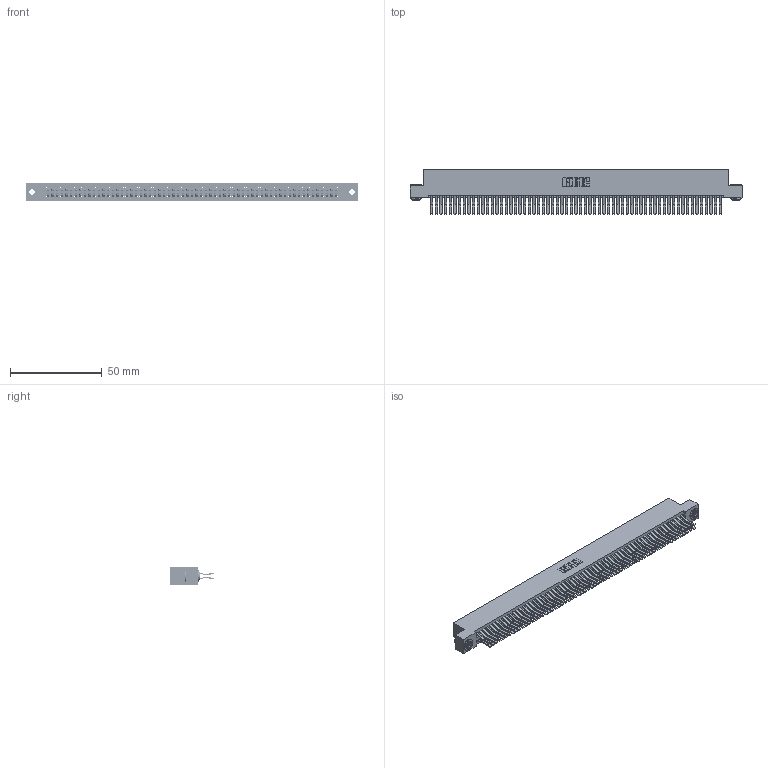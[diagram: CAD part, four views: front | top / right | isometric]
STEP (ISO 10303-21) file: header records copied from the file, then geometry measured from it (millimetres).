
FILE_DESCRIPTION (( 'STEP AP203' ), '1' );
FILE_NAME ('345-126-560-203.STEP', '2019-11-07T06:07:34', ( '' ), ( '' ), 'SwSTEP 2.0', 'SolidWorks 2016', '' );
FILE_SCHEMA (( 'CONFIG_CONTROL_DESIGN' ));
Length unit declared in the file: inch
Products named in the file (4): 345-126-560-203; 345-292-001_560 Tail; 345 Part_Flush Mounting Lugs - 0.156 Dia-TH; 345-250-002_345-250-002-102
Assembly tree (129 placements, depth 2):
  345-126-560-203
    345 Part_Flush Mounting Lugs - 0.156 Dia-TH
    345-292-001_560 Tail  x126
    345-250-002_345-250-002-102  x2
Bounding box: 181.23 x 24.45 x 9.4 mm (x, y, z)
Volume: 18645 mm3; surface area: 30296.1 mm2
Topology: 129 solids, 129 shells, 6716 faces, 19947 edges, 13126 vertices
Faces by surface type: plane 4248, cylinder 2460, cone 8
Entity records: 47342 total; most frequent: CARTESIAN_POINT 7891, ORIENTED_EDGE 7818, DIRECTION 6967, EDGE_CURVE 3909, VECTOR 3497, LINE 3497, VERTEX_POINT 2602, AXIS2_PLACEMENT_3D 1735
